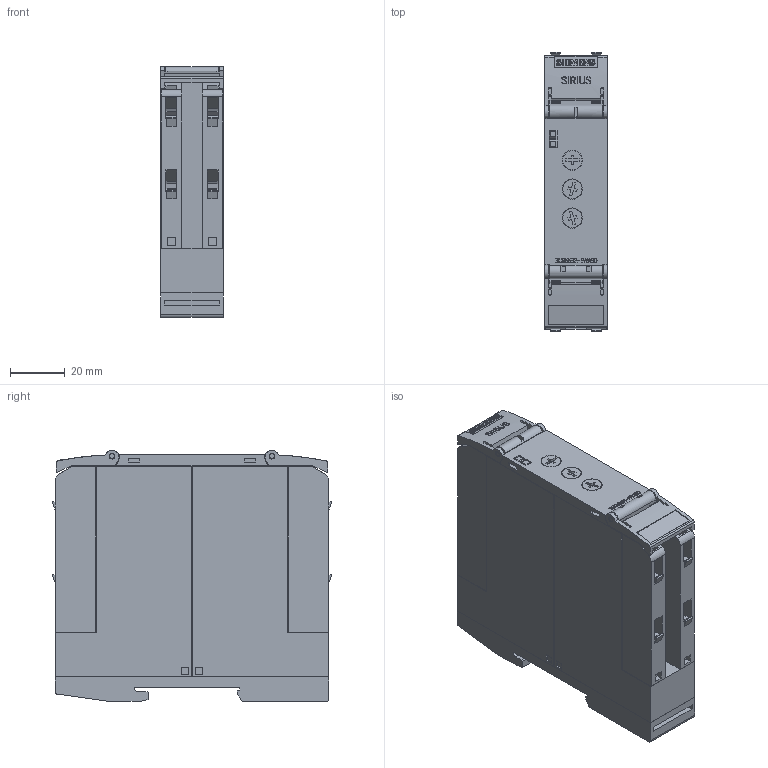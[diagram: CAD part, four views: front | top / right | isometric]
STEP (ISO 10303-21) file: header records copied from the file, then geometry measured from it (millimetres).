
FILE_DESCRIPTION(('STEP AP214'),'1');
FILE_NAME('cctmp_CE679BBF-8EBA-4E1F-9821-939E345C8931_2024_05_27_11_11_23_0263..stp','2024-05-27T09:11:24',('SIEMENS A&D'),('CADClick - www.CADClick.com'),'Spatial InterOp 3D',' ','unknown authorization');
FILE_SCHEMA(('AUTOMOTIVE_DESIGN'));
Length unit declared in the file: millimetre
Products named in the file (1): 3UG5532-2AW30
Bounding box: 22.8 x 101.96 x 91.6 mm (x, y, z)
Volume: 178087.9 mm3; surface area: 45687.3 mm2
Topology: 1 solids, 1 shells, 1554 faces, 4410 edges, 2928 vertices
Faces by surface type: plane 1327, cylinder 211, torus 16
Entity records: 62931 total; most frequent: CARTESIAN_POINT 9561, ORIENTED_EDGE 8804, DIRECTION 8015, EDGE_CURVE 4402, LINE 3807, VECTOR 3807, VERTEX_POINT 2928, AXIS2_PLACEMENT_3D 2104
